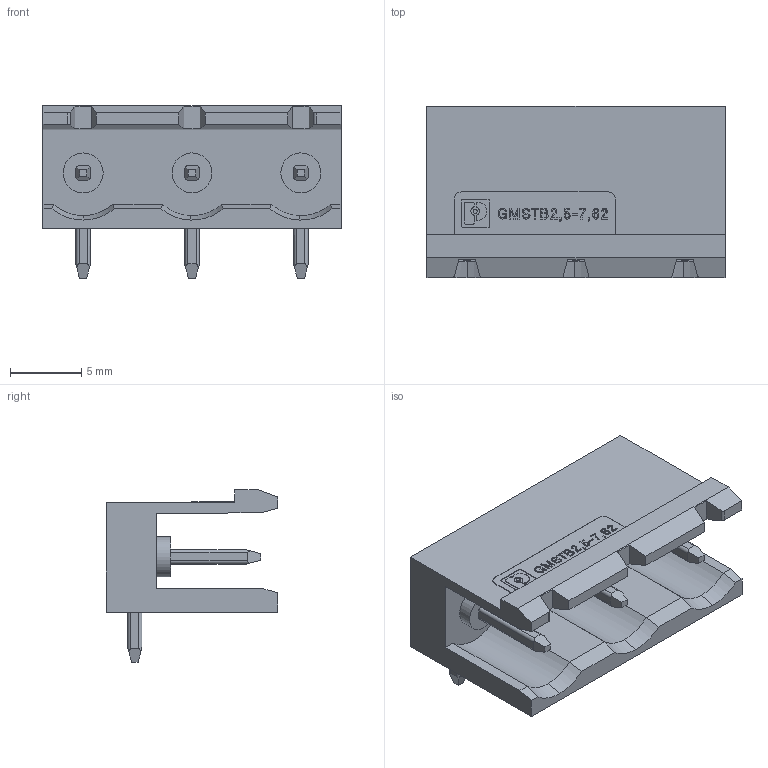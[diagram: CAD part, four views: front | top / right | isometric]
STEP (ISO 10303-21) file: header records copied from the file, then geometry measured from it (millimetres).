
FILE_DESCRIPTION(('STEP AP242'),'1');
FILE_NAME('1766136.stp','2025-01-27T18:31:58',('TraceParts'),('TraceParts S.A.'),'Spatial InterOp 3D',' ',' ');
FILE_SCHEMA(('AP242_MANAGED_MODEL_BASED_3D_ENGINEERING_MIM_LF {1 0 10303 442 1 1 4}'));
Length unit declared in the file: millimetre
Products named in the file (1): 1766136_1
Bounding box: 20.86 x 12 x 12.07 mm (x, y, z)
Volume: 965.4 mm3; surface area: 1580.1 mm2
Topology: 4 solids, 4 shells, 789 faces, 2238 edges, 1477 vertices
Faces by surface type: plane 628, cylinder 122, bspline 30, cone 6, sphere 3
Entity records: 47268 total; most frequent: CARTESIAN_POINT 17779, ORIENTED_EDGE 4476, DIRECTION 3890, EDGE_CURVE 2238, LINE 1892, VECTOR 1892, VERTEX_POINT 1477, STYLED_ITEM 1332
